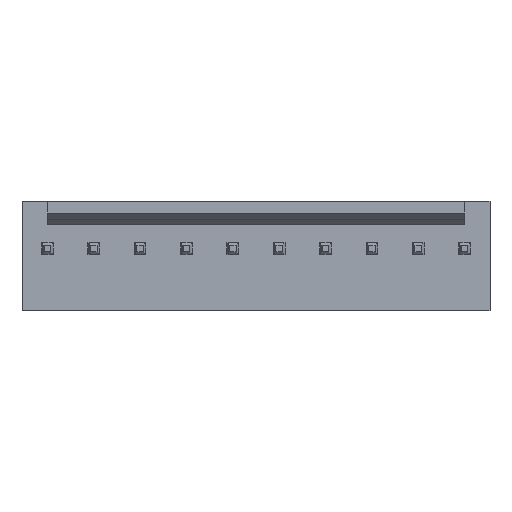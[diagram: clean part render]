
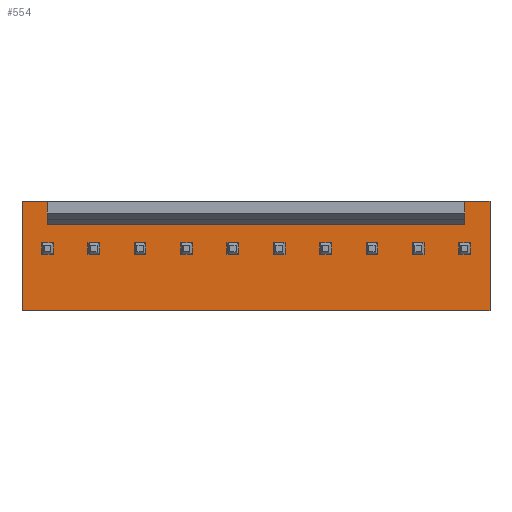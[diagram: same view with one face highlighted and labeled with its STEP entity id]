
A CAD part, top view. The second image highlights one B-rep face of the part: STEP entity #554.
In plain terms, the highlighted planar face has unit normal (0, 0, 1).
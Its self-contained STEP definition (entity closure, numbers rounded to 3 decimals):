
#554=ADVANCED_FACE('',(#2221),#2223,.T.);
#2221=FACE_BOUND('',#2222,.T.);
#2222=EDGE_LOOP('',(#3538,#3539,#3540,#3541,#3542,#3543,#3544,#3545));
#2223=PLANE('',#2224);
#2224=AXIS2_PLACEMENT_3D('',#2225,#2226,#2227);
#2225=CARTESIAN_POINT('',(0.,0.,3.));
#2226=DIRECTION('',(0.,0.,1.));
#2227=DIRECTION('',(1.,0.,0.));
#3538=ORIENTED_EDGE('',*,*,#4291,.F.);
#3539=ORIENTED_EDGE('',*,*,#4292,.F.);
#3540=ORIENTED_EDGE('',*,*,#4164,.T.);
#3541=ORIENTED_EDGE('',*,*,#4290,.T.);
#3542=ORIENTED_EDGE('',*,*,#4261,.T.);
#3543=ORIENTED_EDGE('',*,*,#4293,.T.);
#3544=ORIENTED_EDGE('',*,*,#4168,.T.);
#3545=ORIENTED_EDGE('',*,*,#4294,.F.);
#4164=EDGE_CURVE('',#4612,#4610,#4613,.T.);
#4168=EDGE_CURVE('',#4620,#4618,#4621,.T.);
#4261=EDGE_CURVE('',#4787,#4785,#4788,.T.);
#4290=EDGE_CURVE('',#4610,#4787,#4821,.T.);
#4291=EDGE_CURVE('',#4822,#4823,#4824,.T.);
#4292=EDGE_CURVE('',#4612,#4822,#4825,.T.);
#4293=EDGE_CURVE('',#4785,#4620,#4826,.T.);
#4294=EDGE_CURVE('',#4823,#4618,#4827,.F.);
#4610=VERTEX_POINT('',#5329);
#4612=VERTEX_POINT('',#5333);
#4613=LINE('',#5334,#5335);
#4618=VERTEX_POINT('',#5345);
#4620=VERTEX_POINT('',#5349);
#4621=LINE('',#5350,#5351);
#4785=VERTEX_POINT('',#5698);
#4787=VERTEX_POINT('',#5702);
#4788=LINE('',#5703,#5704);
#4821=LINE('',#5794,#5795);
#4822=VERTEX_POINT('',#5797);
#4823=VERTEX_POINT('',#5798);
#4824=LINE('',#5799,#5800);
#4825=LINE('',#5802,#5803);
#4826=LINE('',#5805,#5806);
#4827=LINE('',#5808,#5809);
#5329=CARTESIAN_POINT('',(-1.395,2.6,3.));
#5333=CARTESIAN_POINT('',(0.,2.6,3.));
#5334=CARTESIAN_POINT('',(0.,2.6,3.));
#5335=VECTOR('',#5336,1.);
#5336=DIRECTION('',(-1.,0.,0.));
#5345=CARTESIAN_POINT('',(22.86,2.6,3.));
#5349=CARTESIAN_POINT('',(24.255,2.6,3.));
#5350=CARTESIAN_POINT('',(24.255,2.6,3.));
#5351=VECTOR('',#5352,1.);
#5352=DIRECTION('',(-1.,0.,0.));
#5698=CARTESIAN_POINT('',(24.255,-3.4,3.));
#5702=CARTESIAN_POINT('',(-1.395,-3.4,3.));
#5703=CARTESIAN_POINT('',(-1.395,-3.4,3.));
#5704=VECTOR('',#5705,1.);
#5705=DIRECTION('',(1.,0.,0.));
#5794=CARTESIAN_POINT('',(-1.395,2.6,3.));
#5795=VECTOR('',#5796,1.);
#5796=DIRECTION('',(0.,-1.,0.));
#5797=CARTESIAN_POINT('',(0.,1.6,3.));
#5798=CARTESIAN_POINT('',(22.86,1.6,3.));
#5799=CARTESIAN_POINT('',(0.,1.6,3.));
#5800=VECTOR('',#5801,1.);
#5801=DIRECTION('',(1.,0.,0.));
#5802=CARTESIAN_POINT('',(0.,2.6,3.));
#5803=VECTOR('',#5804,1.);
#5804=DIRECTION('',(0.,-1.,0.));
#5805=CARTESIAN_POINT('',(24.255,-3.4,3.));
#5806=VECTOR('',#5807,1.);
#5807=DIRECTION('',(0.,1.,0.));
#5808=CARTESIAN_POINT('',(22.86,2.6,3.));
#5809=VECTOR('',#5810,1.);
#5810=DIRECTION('',(0.,-1.,0.));
